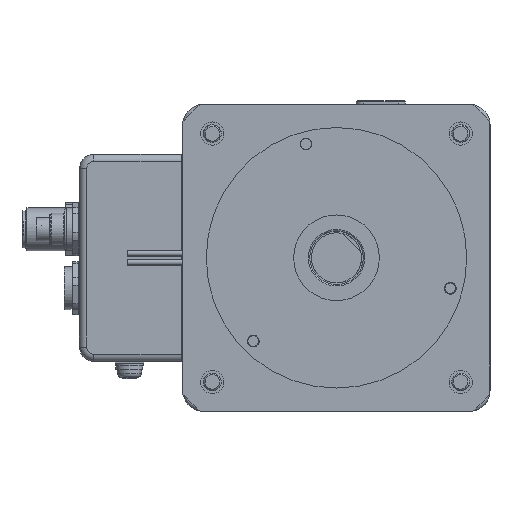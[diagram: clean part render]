
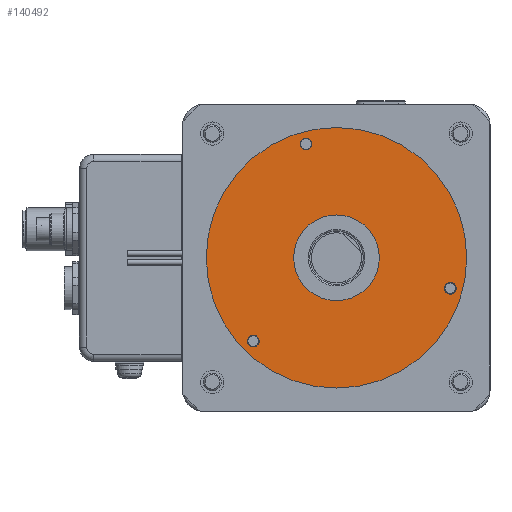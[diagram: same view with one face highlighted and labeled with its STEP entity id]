
A CAD part, left-side view. The second image highlights one B-rep face of the part: STEP entity #140492.
In plain terms, the highlighted face is planar.
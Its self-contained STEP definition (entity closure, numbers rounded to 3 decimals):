
#1270 = EDGE_LOOP ( 'NONE', ( #158939 ) ) ;
#2777 = FACE_BOUND ( 'NONE', #41029, .T. ) ;
#3124 = CARTESIAN_POINT ( 'NONE',  ( 0., 0., 60. ) ) ;
#3759 = EDGE_CURVE ( 'NONE', #121440, #121440, #105807, .T. ) ;
#6729 = CARTESIAN_POINT ( 'NONE',  ( 8.541, 31.876, 60. ) ) ;
#7841 = DIRECTION ( 'NONE',  ( 0., 0., -1. ) ) ;
#11973 = EDGE_LOOP ( 'NONE', ( #164271 ) ) ;
#17029 = DIRECTION ( 'NONE',  ( -1., 0., 0. ) ) ;
#17853 = AXIS2_PLACEMENT_3D ( 'NONE', #3124, #54515, #17029 ) ;
#21802 = PLANE ( 'NONE',  #111148 ) ;
#25199 = VERTEX_POINT ( 'NONE', #48149 ) ;
#29897 = ORIENTED_EDGE ( 'NONE', *, *, #148321, .T. ) ;
#33296 = VERTEX_POINT ( 'NONE', #36222 ) ;
#34411 = CARTESIAN_POINT ( 'NONE',  ( -33.526, -8.541, 60. ) ) ;
#36222 = CARTESIAN_POINT ( 'NONE',  ( 36.5, 0., 60. ) ) ;
#36330 = DIRECTION ( 'NONE',  ( 0., 0., 1. ) ) ;
#38665 = DIRECTION ( 'NONE',  ( 0., 0., 1. ) ) ;
#41029 = EDGE_LOOP ( 'NONE', ( #117192 ) ) ;
#43034 = DIRECTION ( 'NONE',  ( 0., 0., -1. ) ) ;
#44137 = DIRECTION ( 'NONE',  ( -1., 0., 0. ) ) ;
#44272 = CIRCLE ( 'NONE', #162507, 36.5 ) ;
#48149 = CARTESIAN_POINT ( 'NONE',  ( 6.891, 31.876, 60. ) ) ;
#52482 = AXIS2_PLACEMENT_3D ( 'NONE', #71003, #7841, #97415 ) ;
#54515 = DIRECTION ( 'NONE',  ( 0., 0., -1. ) ) ;
#54961 = CARTESIAN_POINT ( 'NONE',  ( 21.685, -23.335, 60. ) ) ;
#64268 = CARTESIAN_POINT ( 'NONE',  ( 0., 0., 60. ) ) ;
#66599 = DIRECTION ( 'NONE',  ( 1., 0., 0. ) ) ;
#71003 = CARTESIAN_POINT ( 'NONE',  ( 23.335, -23.335, 60. ) ) ;
#71006 = DIRECTION ( 'NONE',  ( -1., 0., 0. ) ) ;
#73905 = EDGE_CURVE ( 'NONE', #159970, #159970, #155145, .T. ) ;
#79530 = ORIENTED_EDGE ( 'NONE', *, *, #73905, .T. ) ;
#79693 = CIRCLE ( 'NONE', #17853, 12. ) ;
#97415 = DIRECTION ( 'NONE',  ( -1., 0., 0. ) ) ;
#98861 = FACE_OUTER_BOUND ( 'NONE', #156856, .T. ) ;
#100907 = FACE_BOUND ( 'NONE', #123812, .T. ) ;
#101326 = DIRECTION ( 'NONE',  ( 1., 0., 0. ) ) ;
#104173 = CARTESIAN_POINT ( 'NONE',  ( 0., 0., 60. ) ) ;
#105807 = CIRCLE ( 'NONE', #122435, 1.65 ) ;
#108597 = CARTESIAN_POINT ( 'NONE',  ( -31.876, -8.541, 60. ) ) ;
#110553 = EDGE_CURVE ( 'NONE', #163771, #163771, #79693, .T. ) ;
#111148 = AXIS2_PLACEMENT_3D ( 'NONE', #64268, #36330, #101326 ) ;
#117192 = ORIENTED_EDGE ( 'NONE', *, *, #3759, .T. ) ;
#121440 = VERTEX_POINT ( 'NONE', #34411 ) ;
#122217 = CARTESIAN_POINT ( 'NONE',  ( -12., 0., 60. ) ) ;
#122435 = AXIS2_PLACEMENT_3D ( 'NONE', #108597, #43034, #44137 ) ;
#122893 = FACE_BOUND ( 'NONE', #1270, .T. ) ;
#123812 = EDGE_LOOP ( 'NONE', ( #79530 ) ) ;
#135299 = EDGE_CURVE ( 'NONE', #25199, #25199, #136315, .T. ) ;
#136315 = CIRCLE ( 'NONE', #161985, 1.65 ) ;
#140492 = ADVANCED_FACE ( 'NONE', ( #98861, #122893, #154958, #100907, #2777 ), #21802, .T. ) ;
#147846 = DIRECTION ( 'NONE',  ( 0., 0., -1. ) ) ;
#148321 = EDGE_CURVE ( 'NONE', #33296, #33296, #44272, .T. ) ;
#154958 = FACE_BOUND ( 'NONE', #11973, .T. ) ;
#155145 = CIRCLE ( 'NONE', #52482, 1.65 ) ;
#156856 = EDGE_LOOP ( 'NONE', ( #29897 ) ) ;
#158939 = ORIENTED_EDGE ( 'NONE', *, *, #110553, .T. ) ;
#159970 = VERTEX_POINT ( 'NONE', #54961 ) ;
#161985 = AXIS2_PLACEMENT_3D ( 'NONE', #6729, #147846, #71006 ) ;
#162507 = AXIS2_PLACEMENT_3D ( 'NONE', #104173, #38665, #66599 ) ;
#163771 = VERTEX_POINT ( 'NONE', #122217 ) ;
#164271 = ORIENTED_EDGE ( 'NONE', *, *, #135299, .T. ) ;
